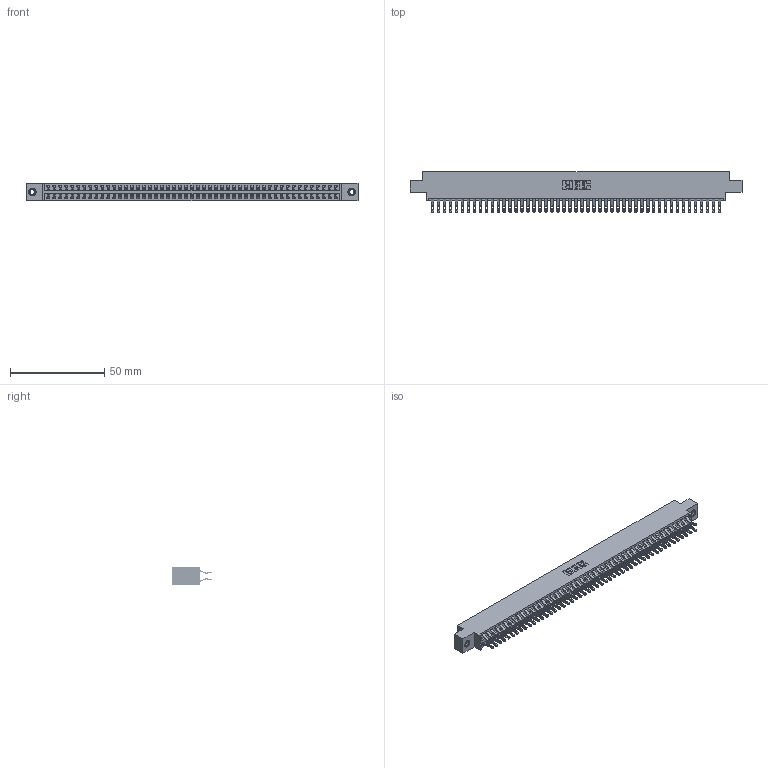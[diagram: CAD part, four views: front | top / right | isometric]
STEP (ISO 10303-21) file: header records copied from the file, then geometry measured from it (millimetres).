
FILE_DESCRIPTION (( 'STEP AP203' ), '1' );
FILE_NAME ('396-098-555-807.STEP', '2019-11-02T17:12:06', ( '' ), ( '' ), 'SwSTEP 2.0', 'SolidWorks 2016', '' );
FILE_SCHEMA (( 'CONFIG_CONTROL_DESIGN' ));
Length unit declared in the file: inch
Products named in the file (4): 346 Part_0.170 Offset - 0.156 Dia-TI; 345-292-001_555 Tail; 345-250-001_345-250-005-103; 396-098-555-807
Assembly tree (101 placements, depth 2):
  396-098-555-807
    346 Part_0.170 Offset - 0.156 Dia-TI
    345-292-001_555 Tail  x98
    345-250-001_345-250-005-103  x2
Bounding box: 176.15 x 21.46 x 9.4 mm (x, y, z)
Volume: 17347.2 mm3; surface area: 25181.6 mm2
Topology: 101 solids, 101 shells, 5870 faces, 18411 edges, 12266 vertices
Faces by surface type: plane 3346, cylinder 2508, cone 12, torus 4
Entity records: 32680 total; most frequent: CARTESIAN_POINT 5397, ORIENTED_EDGE 5294, DIRECTION 4801, EDGE_CURVE 2647, LINE 2279, VECTOR 2279, VERTEX_POINT 1760, AXIS2_PLACEMENT_3D 1261
